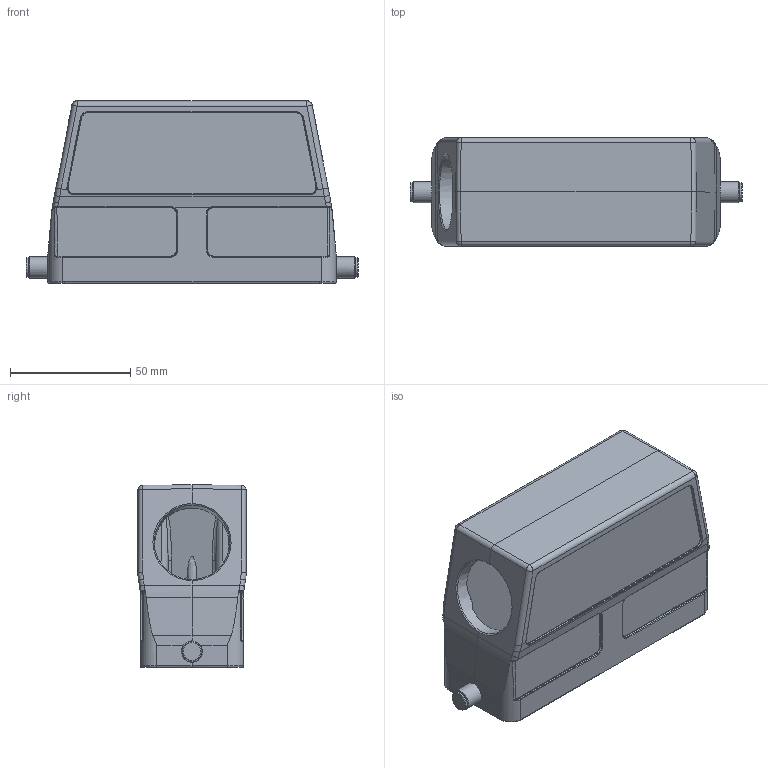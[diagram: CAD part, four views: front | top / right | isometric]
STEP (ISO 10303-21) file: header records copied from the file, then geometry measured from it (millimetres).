
FILE_DESCRIPTION(/* description */ (''),/* implementation_level */ '2;1');
FILE_NAME(/* name */ 'H24B-SEH-2B-XXX.stp',/* time_stamp */ '2022-08-12T09:46:56+08:00',/* author */ (''),/* organization */ (''),/* preprocessor_version */ 'ST-DEVELOPER v16',/* originating_system */ 'SIEMENS PLM Software NX 10.0',/* authorisation */ '');
FILE_SCHEMA (('AUTOMOTIVE_DESIGN { 1 0 10303 214 3 1 1 1 }'));
Length unit declared in the file: millimetre
Products named in the file (1): Admi11682A00h7b9
Bounding box: 138.1 x 45 x 75.85 mm (x, y, z)
Volume: 97213.1 mm3; surface area: 53105.4 mm2
Topology: 1 solids, 1 shells, 440 faces, 1046 edges, 609 vertices
Faces by surface type: cylinder 175, bspline 126, plane 104, cone 15, sphere 10, torus 10
Full cylindrical faces by diameter (mm): 3 x2, 5 x2, 5.05 x2, 8 x2, 8.8 x2
Entity records: 14714 total; most frequent: CARTESIAN_POINT 5266, ORIENTED_EDGE 1990, DIRECTION 1947, EDGE_CURVE 995, AXIS2_PLACEMENT_3D 788, VERTEX_POINT 598, EDGE_LOOP 483, ADVANCED_FACE 440
